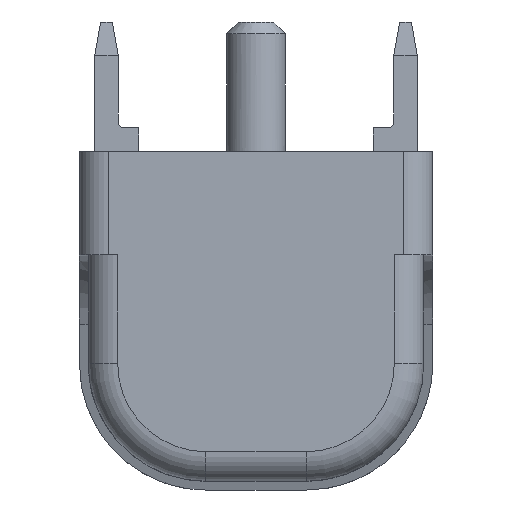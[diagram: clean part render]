
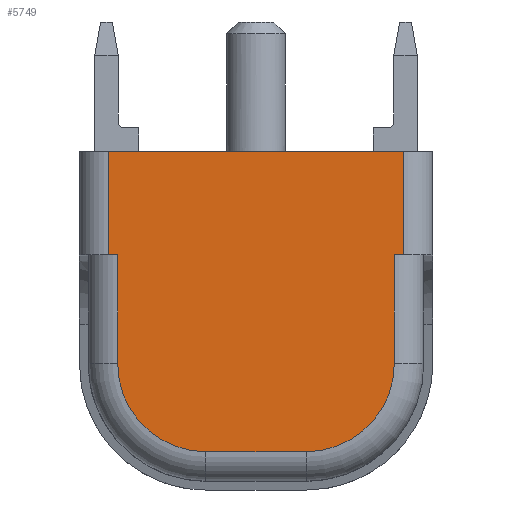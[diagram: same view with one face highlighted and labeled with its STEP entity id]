
A CAD part, left-side view. The second image highlights one B-rep face of the part: STEP entity #5749.
In plain terms, the highlighted planar face has unit normal (-1, 0, 0).
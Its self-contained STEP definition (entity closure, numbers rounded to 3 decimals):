
#768=DIRECTION('',(0.,0.,1.));
#769=VECTOR('',#768,3.5);
#770=CARTESIAN_POINT('',(-19.,-5.,2.));
#771=LINE('',#770,#769);
#772=DIRECTION('',(0.,1.,0.));
#773=VECTOR('',#772,0.3);
#774=CARTESIAN_POINT('',(-19.,-5.,2.));
#775=LINE('',#774,#773);
#776=DIRECTION('',(0.,0.,1.));
#777=VECTOR('',#776,3.7);
#778=CARTESIAN_POINT('',(-19.,-4.7,-1.7));
#779=LINE('',#778,#777);
#780=CARTESIAN_POINT('',(-19.,-1.7,-1.7));
#781=DIRECTION('',(-1.,0.,0.));
#782=DIRECTION('',(0.,0.,-1.));
#783=AXIS2_PLACEMENT_3D('',#780,#781,#782);
#785=DIRECTION('',(0.,-1.,0.));
#786=VECTOR('',#785,3.4);
#787=CARTESIAN_POINT('',(-19.,1.7,-4.7));
#788=LINE('',#787,#786);
#789=CARTESIAN_POINT('',(-19.,1.7,-1.7));
#790=DIRECTION('',(-1.,0.,0.));
#791=DIRECTION('',(0.,1.,0.));
#792=AXIS2_PLACEMENT_3D('',#789,#790,#791);
#794=DIRECTION('',(0.,0.,-1.));
#795=VECTOR('',#794,3.7);
#796=CARTESIAN_POINT('',(-19.,4.7,2.));
#797=LINE('',#796,#795);
#798=DIRECTION('',(0.,-1.,0.));
#799=VECTOR('',#798,0.3);
#800=CARTESIAN_POINT('',(-19.,5.,2.));
#801=LINE('',#800,#799);
#802=DIRECTION('',(0.,0.,-1.));
#803=VECTOR('',#802,3.5);
#804=CARTESIAN_POINT('',(-19.,5.,5.5));
#805=LINE('',#804,#803);
#806=DIRECTION('',(0.,1.,0.));
#807=VECTOR('',#806,10.);
#808=CARTESIAN_POINT('',(-19.,-5.,5.5));
#809=LINE('',#808,#807);
#3787=CARTESIAN_POINT('',(-19.,-5.,5.5));
#3789=VERTEX_POINT('',#3787);
#3793=CARTESIAN_POINT('',(-19.,-5.,2.));
#3794=VERTEX_POINT('',#3793);
#3796=CARTESIAN_POINT('',(-19.,5.,5.5));
#3798=VERTEX_POINT('',#3796);
#3799=CARTESIAN_POINT('',(-19.,5.,2.));
#3800=VERTEX_POINT('',#3799);
#4063=CARTESIAN_POINT('',(-19.,4.7,2.));
#4064=CARTESIAN_POINT('',(-19.,4.7,-1.7));
#4065=VERTEX_POINT('',#4063);
#4066=VERTEX_POINT('',#4064);
#4075=CARTESIAN_POINT('',(-19.,-4.7,-1.7));
#4076=CARTESIAN_POINT('',(-19.,-4.7,2.));
#4077=VERTEX_POINT('',#4075);
#4078=VERTEX_POINT('',#4076);
#4079=CARTESIAN_POINT('',(-19.,1.7,-4.7));
#4080=CARTESIAN_POINT('',(-19.,-1.7,-4.7));
#4081=VERTEX_POINT('',#4079);
#4082=VERTEX_POINT('',#4080);
#5724=CARTESIAN_POINT('',(-19.,0.,0.));
#5725=DIRECTION('',(1.,0.,0.));
#5726=DIRECTION('',(0.,-1.,0.));
#5727=AXIS2_PLACEMENT_3D('',#5724,#5725,#5726);
#5728=PLANE('',#5727);
#5730=ORIENTED_EDGE('',*,*,#5729,.F.);
#5732=ORIENTED_EDGE('',*,*,#5731,.T.);
#5734=ORIENTED_EDGE('',*,*,#5733,.F.);
#5736=ORIENTED_EDGE('',*,*,#5735,.F.);
#5738=ORIENTED_EDGE('',*,*,#5737,.F.);
#5740=ORIENTED_EDGE('',*,*,#5739,.F.);
#5742=ORIENTED_EDGE('',*,*,#5741,.F.);
#5744=ORIENTED_EDGE('',*,*,#5743,.F.);
#5745=ORIENTED_EDGE('',*,*,#5709,.F.);
#5746=ORIENTED_EDGE('',*,*,#4802,.F.);
#5747=EDGE_LOOP('',(#5730,#5732,#5734,#5736,#5738,#5740,#5742,#5744,#5745,
#5746));
#5748=FACE_OUTER_BOUND('',#5747,.F.);
#5749=ADVANCED_FACE('',(#5748),#5728,.F.);
#784=CIRCLE('',#783,3.);
#793=CIRCLE('',#792,3.);
#4802=EDGE_CURVE('',#3789,#3798,#809,.T.);
#5709=EDGE_CURVE('',#3798,#3800,#805,.T.);
#5729=EDGE_CURVE('',#3794,#3789,#771,.T.);
#5731=EDGE_CURVE('',#3794,#4078,#775,.T.);
#5733=EDGE_CURVE('',#4077,#4078,#779,.T.);
#5735=EDGE_CURVE('',#4082,#4077,#784,.T.);
#5737=EDGE_CURVE('',#4081,#4082,#788,.T.);
#5739=EDGE_CURVE('',#4066,#4081,#793,.T.);
#5741=EDGE_CURVE('',#4065,#4066,#797,.T.);
#5743=EDGE_CURVE('',#3800,#4065,#801,.T.);
